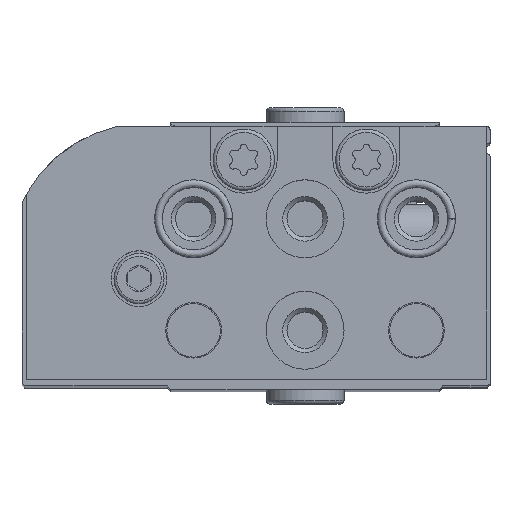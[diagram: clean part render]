
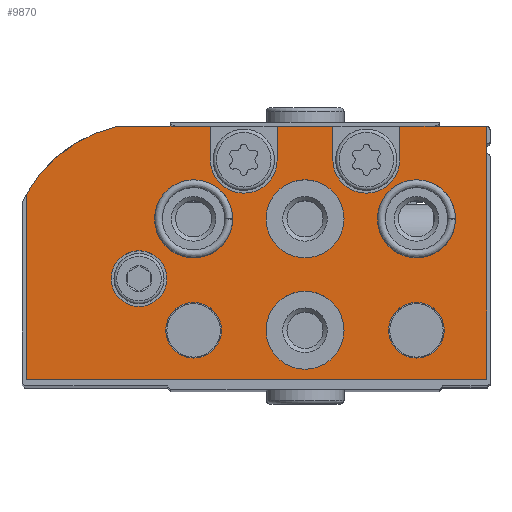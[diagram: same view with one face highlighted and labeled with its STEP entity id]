
A CAD part, top view. The second image highlights one B-rep face of the part: STEP entity #9870.
In plain terms, the highlighted face is planar.
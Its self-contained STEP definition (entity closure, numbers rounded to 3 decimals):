
#1012=LINE('',#16926,#1769);
#1016=LINE('',#16934,#1773);
#1020=LINE('',#16940,#1777);
#1023=LINE('',#16960,#1780);
#1024=LINE('',#16964,#1781);
#1025=LINE('',#16967,#1782);
#1026=LINE('',#16969,#1783);
#1027=LINE('',#16971,#1784);
#1028=LINE('',#16972,#1785);
#1029=LINE('',#16976,#1786);
#1769=VECTOR('',#13734,1000.);
#1773=VECTOR('',#13738,1000.);
#1777=VECTOR('',#13742,1000.);
#1780=VECTOR('',#13761,1000.);
#1781=VECTOR('',#13764,1000.);
#1782=VECTOR('',#13767,1000.);
#1783=VECTOR('',#13768,1000.);
#1784=VECTOR('',#13769,1000.);
#1785=VECTOR('',#13770,1000.);
#1786=VECTOR('',#13773,1000.);
#3777=ORIENTED_EDGE('',*,*,#5595,.T.);
#3778=ORIENTED_EDGE('',*,*,#5596,.T.);
#3779=ORIENTED_EDGE('',*,*,#5597,.T.);
#3780=ORIENTED_EDGE('',*,*,#5598,.T.);
#3781=ORIENTED_EDGE('',*,*,#5599,.T.);
#3782=ORIENTED_EDGE('',*,*,#5600,.T.);
#3783=ORIENTED_EDGE('',*,*,#5601,.T.);
#3784=ORIENTED_EDGE('',*,*,#5602,.T.);
#3785=ORIENTED_EDGE('',*,*,#5603,.T.);
#3786=ORIENTED_EDGE('',*,*,#5604,.T.);
#3787=ORIENTED_EDGE('',*,*,#5592,.F.);
#3788=ORIENTED_EDGE('',*,*,#5605,.F.);
#3789=ORIENTED_EDGE('',*,*,#5606,.F.);
#3790=ORIENTED_EDGE('',*,*,#5607,.F.);
#3791=ORIENTED_EDGE('',*,*,#5608,.F.);
#3792=ORIENTED_EDGE('',*,*,#5588,.F.);
#3793=ORIENTED_EDGE('',*,*,#5609,.T.);
#3794=ORIENTED_EDGE('',*,*,#5610,.T.);
#3795=ORIENTED_EDGE('',*,*,#5611,.T.);
#3796=ORIENTED_EDGE('',*,*,#5584,.F.);
#5584=EDGE_CURVE('',#6673,#6674,#1012,.T.);
#5588=EDGE_CURVE('',#6677,#6678,#1016,.T.);
#5592=EDGE_CURVE('',#6679,#6680,#1020,.T.);
#5595=EDGE_CURVE('',#6682,#6682,#7274,.T.);
#5596=EDGE_CURVE('',#6683,#6683,#7275,.T.);
#5597=EDGE_CURVE('',#6684,#6684,#7276,.T.);
#5598=EDGE_CURVE('',#6685,#6685,#7277,.T.);
#5599=EDGE_CURVE('',#6686,#6686,#7278,.T.);
#5600=EDGE_CURVE('',#6687,#6687,#7279,.T.);
#5601=EDGE_CURVE('',#6688,#6688,#7280,.T.);
#5602=EDGE_CURVE('',#6673,#6689,#1023,.T.);
#5603=EDGE_CURVE('',#6689,#6690,#7281,.T.);
#5604=EDGE_CURVE('',#6690,#6680,#1024,.T.);
#5605=EDGE_CURVE('',#6691,#6679,#7282,.T.);
#5606=EDGE_CURVE('',#6692,#6691,#1025,.T.);
#5607=EDGE_CURVE('',#6693,#6692,#1026,.T.);
#5608=EDGE_CURVE('',#6678,#6693,#1027,.T.);
#5609=EDGE_CURVE('',#6677,#6694,#1028,.T.);
#5610=EDGE_CURVE('',#6694,#6695,#7283,.T.);
#5611=EDGE_CURVE('',#6695,#6674,#1029,.T.);
#6673=VERTEX_POINT('',#16925);
#6674=VERTEX_POINT('',#16927);
#6677=VERTEX_POINT('',#16933);
#6678=VERTEX_POINT('',#16935);
#6679=VERTEX_POINT('',#16939);
#6680=VERTEX_POINT('',#16941);
#6682=VERTEX_POINT('',#16947);
#6683=VERTEX_POINT('',#16949);
#6684=VERTEX_POINT('',#16951);
#6685=VERTEX_POINT('',#16953);
#6686=VERTEX_POINT('',#16955);
#6687=VERTEX_POINT('',#16957);
#6688=VERTEX_POINT('',#16959);
#6689=VERTEX_POINT('',#16961);
#6690=VERTEX_POINT('',#16963);
#6691=VERTEX_POINT('',#16966);
#6692=VERTEX_POINT('',#16968);
#6693=VERTEX_POINT('',#16970);
#6694=VERTEX_POINT('',#16973);
#6695=VERTEX_POINT('',#16975);
#7274=CIRCLE('',#11292,2.5);
#7275=CIRCLE('',#11293,3.5);
#7276=CIRCLE('',#11294,3.5);
#7277=CIRCLE('',#11295,3.5);
#7278=CIRCLE('',#11296,3.5);
#7279=CIRCLE('',#11297,2.5);
#7280=CIRCLE('',#11298,2.5);
#7281=CIRCLE('',#11299,3.);
#7282=CIRCLE('',#11300,12.5);
#7283=CIRCLE('',#11301,3.);
#7997=EDGE_LOOP('',(#3777));
#7998=EDGE_LOOP('',(#3778));
#7999=EDGE_LOOP('',(#3779));
#8000=EDGE_LOOP('',(#3780));
#8001=EDGE_LOOP('',(#3781));
#8002=EDGE_LOOP('',(#3782));
#8003=EDGE_LOOP('',(#3783));
#8004=EDGE_LOOP('',(#3784,#3785,#3786,#3787,#3788,#3789,#3790,#3791,#3792,
#3793,#3794,#3795,#3796));
#8865=FACE_BOUND('',#7997,.T.);
#8866=FACE_BOUND('',#7998,.T.);
#8867=FACE_BOUND('',#7999,.T.);
#8868=FACE_BOUND('',#8000,.T.);
#8869=FACE_BOUND('',#8001,.T.);
#8870=FACE_BOUND('',#8002,.T.);
#8871=FACE_BOUND('',#8003,.T.);
#8872=FACE_BOUND('',#8004,.T.);
#9398=PLANE('',#11291);
#9870=ADVANCED_FACE('',(#8865,#8866,#8867,#8868,#8869,#8870,#8871,#8872),
#9398,.F.);
#11291=AXIS2_PLACEMENT_3D('',#16945,#13745,#13746);
#11292=AXIS2_PLACEMENT_3D('',#16946,#13747,#13748);
#11293=AXIS2_PLACEMENT_3D('',#16948,#13749,#13750);
#11294=AXIS2_PLACEMENT_3D('',#16950,#13751,#13752);
#11295=AXIS2_PLACEMENT_3D('',#16952,#13753,#13754);
#11296=AXIS2_PLACEMENT_3D('',#16954,#13755,#13756);
#11297=AXIS2_PLACEMENT_3D('',#16956,#13757,#13758);
#11298=AXIS2_PLACEMENT_3D('',#16958,#13759,#13760);
#11299=AXIS2_PLACEMENT_3D('',#16962,#13762,#13763);
#11300=AXIS2_PLACEMENT_3D('',#16965,#13765,#13766);
#11301=AXIS2_PLACEMENT_3D('',#16974,#13771,#13772);
#13734=DIRECTION('',(-1.,0.,0.));
#13738=DIRECTION('',(-1.,0.,0.));
#13742=DIRECTION('',(-1.,0.,0.));
#13745=DIRECTION('',(0.,0.,1.));
#13746=DIRECTION('',(1.,0.,0.));
#13747=DIRECTION('',(0.,0.,1.));
#13748=DIRECTION('',(1.,0.,0.));
#13749=DIRECTION('',(0.,0.,1.));
#13750=DIRECTION('',(1.,0.,0.));
#13751=DIRECTION('',(0.,0.,1.));
#13752=DIRECTION('',(1.,0.,0.));
#13753=DIRECTION('',(0.,0.,1.));
#13754=DIRECTION('',(1.,0.,0.));
#13755=DIRECTION('',(0.,0.,1.));
#13756=DIRECTION('',(1.,0.,0.));
#13757=DIRECTION('',(0.,0.,1.));
#13758=DIRECTION('',(1.,0.,0.));
#13759=DIRECTION('',(0.,0.,1.));
#13760=DIRECTION('',(1.,0.,0.));
#13761=DIRECTION('',(0.,-1.,0.));
#13762=DIRECTION('',(0.,0.,1.));
#13763=DIRECTION('',(1.,0.,0.));
#13764=DIRECTION('',(0.,1.,0.));
#13765=DIRECTION('',(0.,0.,1.));
#13766=DIRECTION('',(1.,0.,0.));
#13767=DIRECTION('',(0.,1.,0.));
#13768=DIRECTION('',(1.,0.,0.));
#13769=DIRECTION('',(0.,-1.,0.));
#13770=DIRECTION('',(0.,-1.,0.));
#13771=DIRECTION('',(0.,0.,1.));
#13772=DIRECTION('',(1.,0.,0.));
#13773=DIRECTION('',(0.,1.,0.));
#16925=CARTESIAN_POINT('',(18.8,22.7,0.));
#16926=CARTESIAN_POINT('',(33.122,22.7,0.));
#16927=CARTESIAN_POINT('',(13.8,22.7,0.));
#16933=CARTESIAN_POINT('',(7.8,22.7,0.));
#16934=CARTESIAN_POINT('',(33.122,22.7,0.));
#16935=CARTESIAN_POINT('',(0.,22.7,0.));
#16939=CARTESIAN_POINT('',(33.122,22.7,0.));
#16940=CARTESIAN_POINT('',(33.122,22.7,0.));
#16941=CARTESIAN_POINT('',(24.8,22.7,0.));
#16945=CARTESIAN_POINT('',(30.4,10.5,0.));
#16946=CARTESIAN_POINT('',(31.2,9.03,0.));
#16947=CARTESIAN_POINT('',(33.7,9.03,0.));
#16948=CARTESIAN_POINT('',(26.3,14.4,0.));
#16949=CARTESIAN_POINT('',(29.8,14.4,0.));
#16950=CARTESIAN_POINT('',(16.3,14.4,0.));
#16951=CARTESIAN_POINT('',(19.8,14.4,0.));
#16952=CARTESIAN_POINT('',(6.3,14.4,0.));
#16953=CARTESIAN_POINT('',(9.8,14.4,0.));
#16954=CARTESIAN_POINT('',(16.3,4.4,0.));
#16955=CARTESIAN_POINT('',(19.8,4.4,0.));
#16956=CARTESIAN_POINT('',(26.3,4.4,0.));
#16957=CARTESIAN_POINT('',(28.8,4.4,0.));
#16958=CARTESIAN_POINT('',(6.3,4.4,0.));
#16959=CARTESIAN_POINT('',(8.8,4.4,0.));
#16960=CARTESIAN_POINT('',(18.8,22.7,0.));
#16961=CARTESIAN_POINT('',(18.8,19.7,0.));
#16962=CARTESIAN_POINT('',(21.8,19.7,0.));
#16963=CARTESIAN_POINT('',(24.8,19.7,0.));
#16964=CARTESIAN_POINT('',(24.8,19.7,0.));
#16965=CARTESIAN_POINT('',(30.4,10.5,0.));
#16966=CARTESIAN_POINT('',(41.3,16.619,0.));
#16967=CARTESIAN_POINT('',(41.3,0.,0.));
#16968=CARTESIAN_POINT('',(41.3,0.,0.));
#16969=CARTESIAN_POINT('',(0.,0.,0.));
#16970=CARTESIAN_POINT('',(0.,0.,0.));
#16971=CARTESIAN_POINT('',(0.,22.7,0.));
#16972=CARTESIAN_POINT('',(7.8,22.7,0.));
#16973=CARTESIAN_POINT('',(7.8,19.7,0.));
#16974=CARTESIAN_POINT('',(10.8,19.7,0.));
#16975=CARTESIAN_POINT('',(13.8,19.7,0.));
#16976=CARTESIAN_POINT('',(13.8,19.7,0.));
